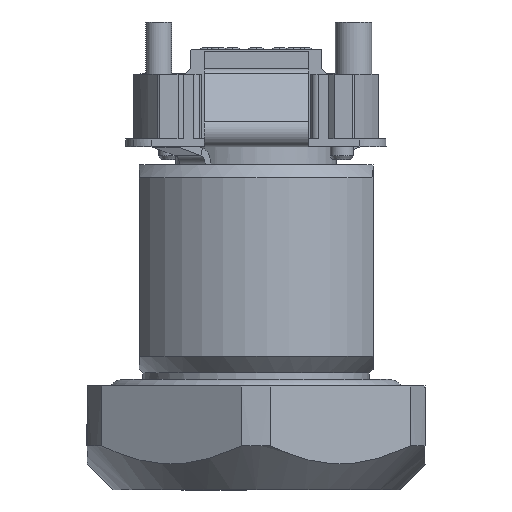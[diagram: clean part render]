
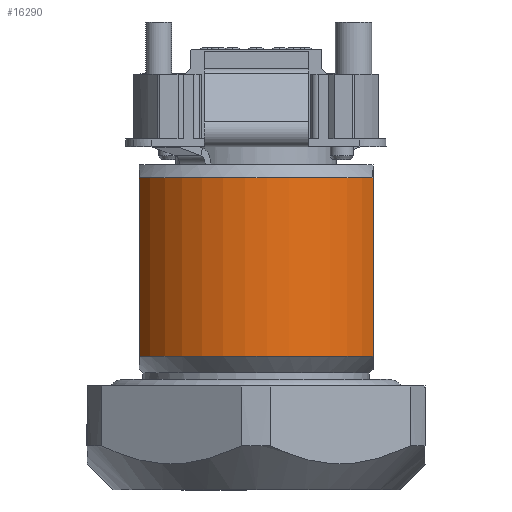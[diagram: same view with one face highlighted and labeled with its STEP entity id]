
A CAD part, front view. The second image highlights one B-rep face of the part: STEP entity #16290.
In plain terms, the highlighted cylindrical face has radius 5 mm (diameter 10 mm), a partial arc.
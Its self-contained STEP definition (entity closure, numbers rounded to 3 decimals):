
#1971=AXIS2_PLACEMENT_3D('Circle Axis2P3D',#1969,#1970,$) ;
#16263=AXIS2_PLACEMENT_3D('Cylinder Axis2P3D',#16260,#16261,#16262) ;
#16274=AXIS2_PLACEMENT_3D('Circle Axis2P3D',#16272,#16273,$) ;
#1966=CARTESIAN_POINT('Vertex',(2.,4.998,12.)) ;
#1969=CARTESIAN_POINT('Axis2P3D Location',(6.5,7.178,12.)) ;
#1973=CARTESIAN_POINT('Vertex',(11.,4.998,12.)) ;
#16260=CARTESIAN_POINT('Axis2P3D Location',(6.5,7.178,8.825)) ;
#16265=CARTESIAN_POINT('Line Origine',(2.,4.998,8.825)) ;
#16269=CARTESIAN_POINT('Vertex',(2.,4.998,5.15)) ;
#16272=CARTESIAN_POINT('Axis2P3D Location',(6.5,7.178,5.15)) ;
#16276=CARTESIAN_POINT('Vertex',(11.,4.998,5.15)) ;
#16279=CARTESIAN_POINT('Line Origine',(11.,4.998,8.825)) ;
#1970=DIRECTION('Axis2P3D Direction',(0.,0.,-1.)) ;
#16261=DIRECTION('Axis2P3D Direction',(0.,0.,-1.)) ;
#16262=DIRECTION('Axis2P3D XDirection',(1.,0.,0.)) ;
#16266=DIRECTION('Vector Direction',(0.,0.,-1.)) ;
#16273=DIRECTION('Axis2P3D Direction',(0.,0.,-1.)) ;
#16280=DIRECTION('Vector Direction',(0.,0.,-1.)) ;
#16267=VECTOR('Line Direction',#16266,1.) ;
#16281=VECTOR('Line Direction',#16280,1.) ;
#16285=ORIENTED_EDGE('',*,*,#16271,.T.) ;
#16286=ORIENTED_EDGE('',*,*,#16278,.F.) ;
#16287=ORIENTED_EDGE('',*,*,#16283,.T.) ;
#16288=ORIENTED_EDGE('',*,*,#1975,.F.) ;
#16290=ADVANCED_FACE('V1',(#16289),#16264,.T.) ;
#1972=CIRCLE('generated circle',#1971,5.) ;
#16275=CIRCLE('generated circle',#16274,5.) ;
#16264=CYLINDRICAL_SURFACE('generated cylinder',#16263,5.) ;
#1975=EDGE_CURVE('',#1967,#1974,#1972,.F.) ;
#16271=EDGE_CURVE('',#1967,#16270,#16268,.T.) ;
#16278=EDGE_CURVE('',#16277,#16270,#16275,.T.) ;
#16283=EDGE_CURVE('',#16277,#1974,#16282,.F.) ;
#16284=EDGE_LOOP('',(#16285,#16286,#16287,#16288)) ;
#16289=FACE_OUTER_BOUND('',#16284,.T.) ;
#16268=LINE('Line',#16265,#16267) ;
#16282=LINE('Line',#16279,#16281) ;
#1967=VERTEX_POINT('',#1966) ;
#1974=VERTEX_POINT('',#1973) ;
#16270=VERTEX_POINT('',#16269) ;
#16277=VERTEX_POINT('',#16276) ;
